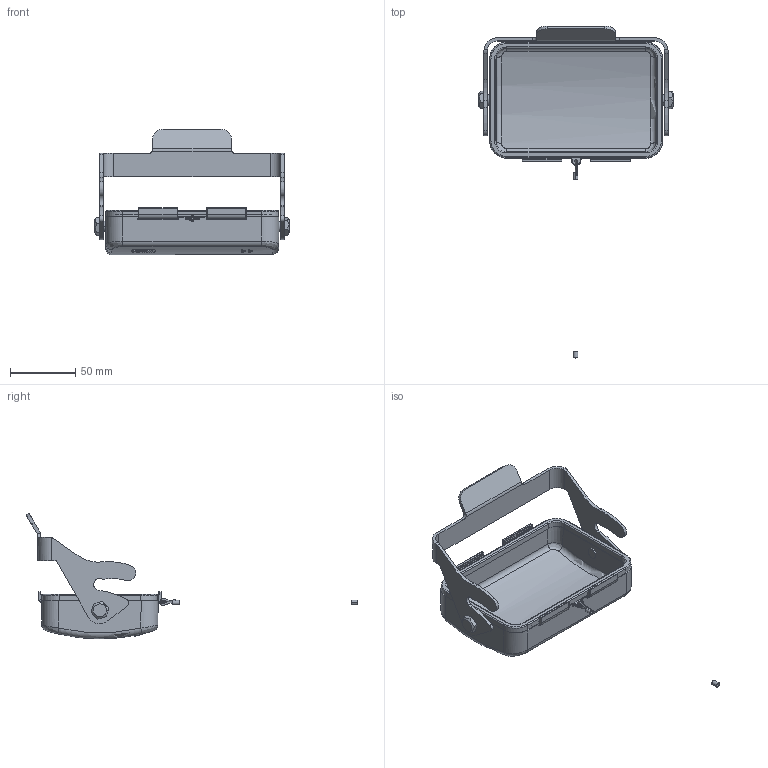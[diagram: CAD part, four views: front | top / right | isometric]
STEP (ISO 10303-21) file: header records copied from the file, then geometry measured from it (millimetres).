
FILE_DESCRIPTION(/* description */ (''),/* implementation_level */ '2;1');
FILE_NAME(/* name */ '3D_1110480258001_H48B-MCV-1L_S.1S_V1.0.stp',/* time_stamp */ '2024-02-05T11:19:37+08:00',/* author */ (''),/* organization */ (''),/* preprocessor_version */ 'ST-DEVELOPER v18.1',/* originating_system */ 'SIEMENS PLM Software NX 1980',/* authorisation */ '');
FILE_SCHEMA (('AUTOMOTIVE_DESIGN { 1 0 10303 214 3 1 1 1 }'));
Length unit declared in the file: millimetre
Products named in the file (1): _model1
Bounding box: 148.9 x 253.7 x 96.01 mm (x, y, z)
Volume: 125617.5 mm3; surface area: 71462 mm2
Topology: 8 solids, 8 shells, 500 faces, 1287 edges, 796 vertices
Faces by surface type: cylinder 206, plane 166, torus 56, bspline 28, cone 26, sphere 18
Entity records: 22447 total; most frequent: CARTESIAN_POINT 7294, ORIENTED_EDGE 2506, DIRECTION 2371, EDGE_CURVE 1253, AXIS2_PLACEMENT_3D 914, VERTEX_POINT 790, LINE 543, VECTOR 543
